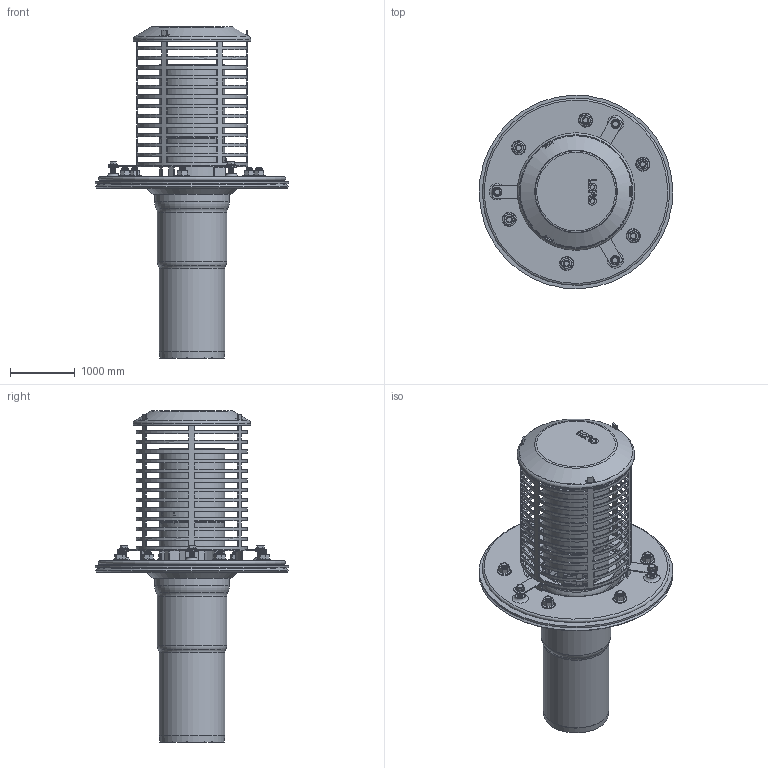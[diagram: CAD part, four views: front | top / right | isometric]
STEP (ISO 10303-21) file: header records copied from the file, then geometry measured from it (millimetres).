
FILE_DESCRIPTION(/* description */ (''),/* implementation_level */ '2;1');
FILE_NAME(/* name */ '14514.100X_3D.stp',/* time_stamp */ '2024-12-11T14:52:57+01:00',/* author */ ('CAD'),/* organization */ (''),/* preprocessor_version */ 'ST-DEVELOPER v20',/* originating_system */ 'AutoCAD Mechanical',/* authorisation */ '');
FILE_SCHEMA (('AUTOMOTIVE_DESIGN { 1 0 10303 214 3 1 1 }'));
Length unit declared in the file: centimetre
Products named in the file (7): Product; *S0; 21905100x; KORB; 14311.100X; *U5; *U4
Assembly tree (8 placements, depth 3):
  Product
    *S0
    21905100x
    KORB
    14311.100X
    *U5
      *U4  x3
Bounding box: 2997.14 x 2997.14 x 5142.44 mm (x, y, z)
Volume: 1016028240.4 mm3; surface area: 93951819.6 mm2
Topology: 30 solids, 30 shells, 1192 faces, 3040 edges, 1923 vertices
Faces by surface type: plane 586, cone 372, cylinder 119, torus 66, bspline 46, sphere 3
Full cylindrical faces by diameter (mm): 41 x7, 60 x1, 70 x6, 80 x15, 83.76 x6, 160 x12, 961 x1, 985 x1, 992 x3, 1016 x4, 1054 x1, 1078 x1, 1134 x2, 1158 x1, 1260 x1, 1600 x1, 1690 x2, 1720 x2, 1790 x1, 1820 x1, 3000 x1
Entity records: 37055 total; most frequent: CARTESIAN_POINT 8747, DIRECTION 5958, ORIENTED_EDGE 5772, EDGE_CURVE 2886, AXIS2_PLACEMENT_3D 2263, VERTEX_POINT 1831, LINE 1432, VECTOR 1432
